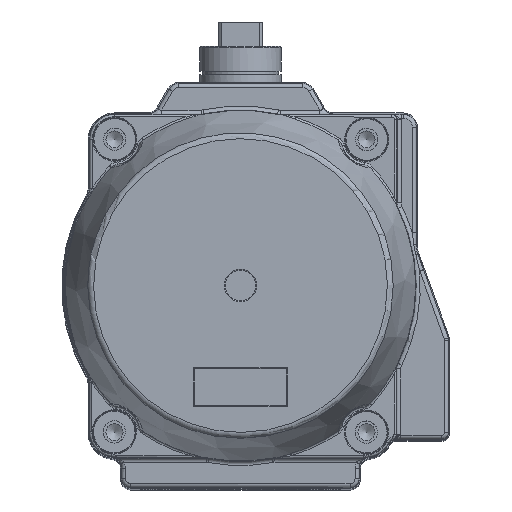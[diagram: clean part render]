
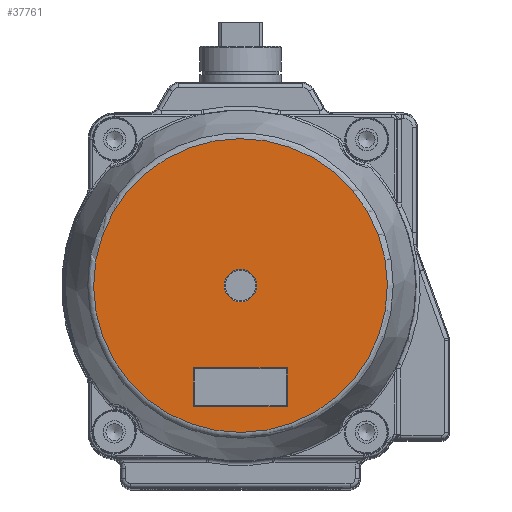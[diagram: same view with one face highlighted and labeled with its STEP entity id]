
A CAD part, top view. The second image highlights one B-rep face of the part: STEP entity #37761.
In plain terms, the highlighted face is planar.
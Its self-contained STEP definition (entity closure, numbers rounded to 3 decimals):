
#4485=LINE('',#66142,#6171);
#4486=LINE('',#66148,#6172);
#4487=LINE('',#66152,#6173);
#4488=LINE('',#66156,#6174);
#6171=VECTOR('',#45677,1000.);
#6172=VECTOR('',#45684,1000.);
#6173=VECTOR('',#45689,1000.);
#6174=VECTOR('',#45694,1000.);
#11482=ORIENTED_EDGE('',*,*,#21448,.F.);
#11483=ORIENTED_EDGE('',*,*,#21449,.F.);
#11484=ORIENTED_EDGE('',*,*,#21450,.F.);
#11485=ORIENTED_EDGE('',*,*,#21333,.F.);
#11486=ORIENTED_EDGE('',*,*,#21331,.F.);
#11487=ORIENTED_EDGE('',*,*,#21328,.F.);
#11488=ORIENTED_EDGE('',*,*,#21335,.F.);
#21328=EDGE_CURVE('',#26523,#26524,#4485,.T.);
#21331=EDGE_CURVE('',#26524,#26525,#4486,.T.);
#21333=EDGE_CURVE('',#26525,#26526,#4487,.T.);
#21335=EDGE_CURVE('',#26526,#26523,#4488,.T.);
#21448=EDGE_CURVE('',#26584,#26585,#29522,.T.);
#21449=EDGE_CURVE('',#26585,#26584,#29523,.T.);
#21450=EDGE_CURVE('',#26586,#26586,#29524,.T.);
#26523=VERTEX_POINT('',#66143);
#26524=VERTEX_POINT('',#66144);
#26525=VERTEX_POINT('',#66149);
#26526=VERTEX_POINT('',#66153);
#26584=VERTEX_POINT('',#67811);
#26585=VERTEX_POINT('',#67812);
#26586=VERTEX_POINT('',#67815);
#29522=CIRCLE('',#40624,72.277);
#29523=CIRCLE('',#40625,72.277);
#29524=CIRCLE('',#40626,8.);
#31602=EDGE_LOOP('',(#11482,#11483));
#31603=EDGE_LOOP('',(#11484));
#31604=EDGE_LOOP('',(#11485,#11486,#11487,#11488));
#34470=FACE_BOUND('',#31602,.T.);
#34471=FACE_BOUND('',#31603,.T.);
#34472=FACE_BOUND('',#31604,.T.);
#36580=PLANE('',#40623);
#37761=ADVANCED_FACE('',(#34470,#34471,#34472),#36580,.F.);
#40623=AXIS2_PLACEMENT_3D('',#67809,#45817,#45818);
#40624=AXIS2_PLACEMENT_3D('',#67810,#45819,#45820);
#40625=AXIS2_PLACEMENT_3D('',#67813,#45821,#45822);
#40626=AXIS2_PLACEMENT_3D('',#67814,#45823,#45824);
#45677=DIRECTION('',(0.,-1.,0.));
#45684=DIRECTION('',(-1.,0.,0.));
#45689=DIRECTION('',(0.,1.,0.));
#45694=DIRECTION('',(1.,0.,0.));
#45817=DIRECTION('',(0.,0.,1.));
#45818=DIRECTION('',(1.,0.,0.));
#45819=DIRECTION('',(0.,0.,1.));
#45820=DIRECTION('',(-1.,0.008,0.));
#45821=DIRECTION('',(0.,0.,1.));
#45822=DIRECTION('',(1.,-0.008,0.));
#45823=DIRECTION('',(0.,0.,-1.));
#45824=DIRECTION('',(-1.,0.,0.));
#66142=CARTESIAN_POINT('',(23.,0.,-59.));
#66143=CARTESIAN_POINT('',(23.,-40.5,-59.));
#66144=CARTESIAN_POINT('',(23.,-59.5,-59.));
#66148=CARTESIAN_POINT('',(0.,-59.5,-59.));
#66149=CARTESIAN_POINT('',(-23.,-59.5,-59.));
#66152=CARTESIAN_POINT('',(-23.,0.,-59.));
#66153=CARTESIAN_POINT('',(-23.,-40.5,-59.));
#66156=CARTESIAN_POINT('',(0.,-40.5,-59.));
#67809=CARTESIAN_POINT('',(0.,0.,-59.));
#67810=CARTESIAN_POINT('',(0.,0.,-59.));
#67811=CARTESIAN_POINT('',(-72.275,0.556,-59.));
#67812=CARTESIAN_POINT('',(72.275,-0.556,-59.));
#67813=CARTESIAN_POINT('',(0.,0.,-59.));
#67814=CARTESIAN_POINT('',(0.,0.,-59.));
#67815=CARTESIAN_POINT('',(-8.,0.,-59.));
